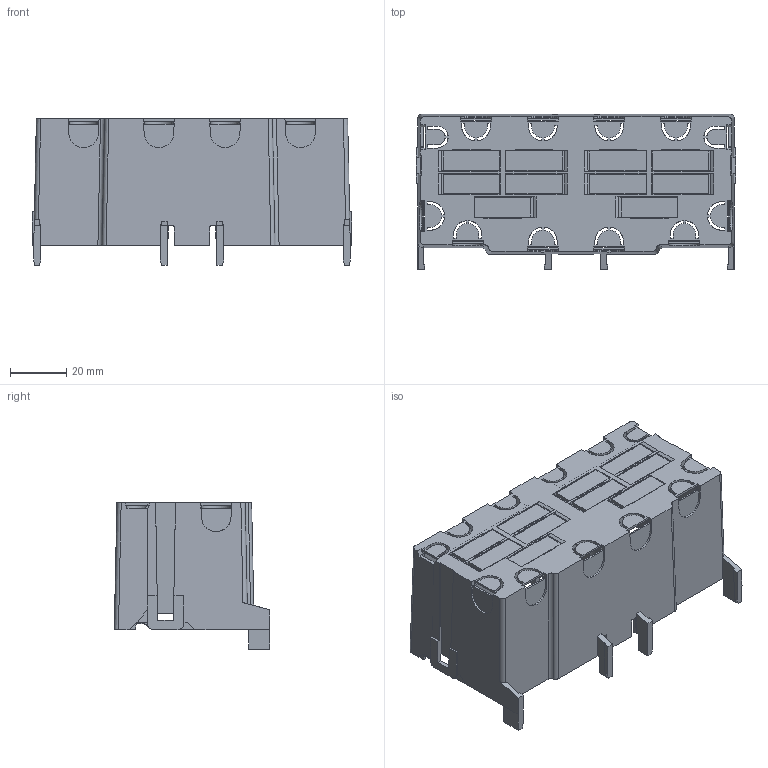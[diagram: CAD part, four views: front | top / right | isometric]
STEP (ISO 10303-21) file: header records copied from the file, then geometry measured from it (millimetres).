
FILE_DESCRIPTION(('CATIA V5 STEP Exchange','CAx-IF Rec.Pracs.--- Model Styling and Organization---1.5--- 2016-08-15','CAx-IF Rec.Pracs.---Supplemental Geometry---1.0---2011-11-01','CAx-IF Rec.Pracs.--- Composite Materials ---1.1---2010-07-15'),'2;1');
FILE_NAME ('1922382-2_0', '2024-09-03T08:03:33+00:00', ('none'), ('Weidmueller'), 'CATIA Version 5-6 Release 2022 SP4 HF5', 'CATIA V5 STEP AP214 v3', 'none');
FILE_SCHEMA(('AUTOMOTIVE_DESIGN { 1 0 10303 214 1 1 1 1 }'));
Length unit declared in the file: millimetre
Products named in the file (1): 2971460000_LD
Bounding box: 113.6 x 55.2 x 52 mm (x, y, z)
Volume: 29111.2 mm3; surface area: 45668.5 mm2
Topology: 11 solids, 11 shells, 1286 faces, 3768 edges, 2493 vertices
Faces by surface type: plane 1129, cylinder 153, cone 4
Entity records: 41191 total; most frequent: CARTESIAN_POINT 8445, ORIENTED_EDGE 7536, DIRECTION 4840, EDGE_CURVE 3768, VECTOR 2970, LINE 2970, VERTEX_POINT 2493, EDGE_LOOP 1431
